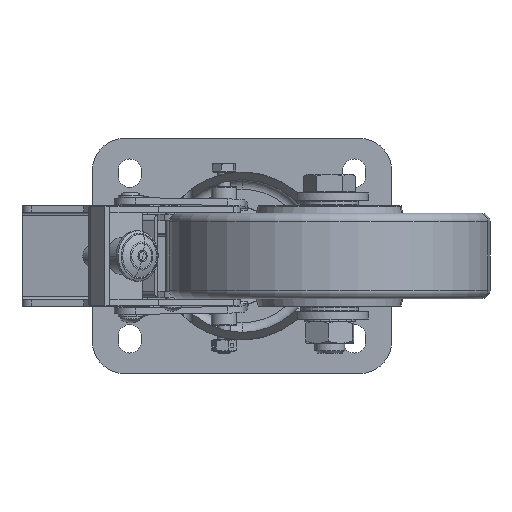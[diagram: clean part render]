
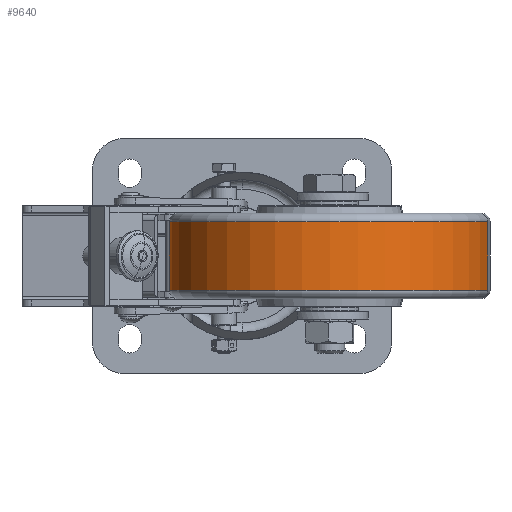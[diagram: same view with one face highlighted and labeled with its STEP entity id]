
A CAD part, front view. The second image highlights one B-rep face of the part: STEP entity #9640.
In plain terms, the highlighted cylindrical face has radius 75 mm (diameter 150 mm), a partial arc.
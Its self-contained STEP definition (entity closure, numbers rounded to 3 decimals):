
#590 = CARTESIAN_POINT ( 'NONE',  ( 41., -110., 0. ) ) ;
#1063 = CIRCLE ( 'NONE', #37874, 75. ) ;
#1193 = VECTOR ( 'NONE', #20915, 1000. ) ;
#1276 = ORIENTED_EDGE ( 'NONE', *, *, #40143, .T. ) ;
#1431 = DIRECTION ( 'NONE',  ( -0.985, 0.174, 0. ) ) ;
#1632 = VERTEX_POINT ( 'NONE', #22207 ) ;
#1920 = EDGE_CURVE ( 'NONE', #1632, #29001, #5624, .T. ) ;
#2476 = EDGE_CURVE ( 'NONE', #14151, #29001, #24146, .T. ) ;
#3418 = CARTESIAN_POINT ( 'NONE',  ( -32.861, -96.981, 16. ) ) ;
#5337 = FACE_OUTER_BOUND ( 'NONE', #19860, .T. ) ;
#5624 = CIRCLE ( 'NONE', #28298, 75. ) ;
#7079 = DIRECTION ( 'NONE',  ( 0., 0., -1. ) ) ;
#7918 = DIRECTION ( 'NONE',  ( 0., 0., 1. ) ) ;
#7987 = CARTESIAN_POINT ( 'NONE',  ( 114.861, -123.019, -16. ) ) ;
#8041 = ORIENTED_EDGE ( 'NONE', *, *, #38170, .T. ) ;
#9579 = LINE ( 'NONE', #33380, #1193 ) ;
#9640 = ADVANCED_FACE ( 'NONE', ( #5337 ), #9753, .T. ) ;
#9753 = CYLINDRICAL_SURFACE ( 'NONE', #34261, 75. ) ;
#12424 = CARTESIAN_POINT ( 'NONE',  ( 114.861, -123.019, 0. ) ) ;
#14151 = VERTEX_POINT ( 'NONE', #26986 ) ;
#17899 = DIRECTION ( 'NONE',  ( 0., 0., -1. ) ) ;
#18155 = VERTEX_POINT ( 'NONE', #3418 ) ;
#19860 = EDGE_LOOP ( 'NONE', ( #27510, #8041, #1276, #37907 ) ) ;
#20915 = DIRECTION ( 'NONE',  ( 0., 0., -1. ) ) ;
#21924 = DIRECTION ( 'NONE',  ( 0., 0., -1. ) ) ;
#22207 = CARTESIAN_POINT ( 'NONE',  ( -32.861, -96.981, -16. ) ) ;
#23172 = VECTOR ( 'NONE', #21924, 1000. ) ;
#24146 = LINE ( 'NONE', #12424, #23172 ) ;
#26680 = CARTESIAN_POINT ( 'NONE',  ( 41., -110., -16. ) ) ;
#26986 = CARTESIAN_POINT ( 'NONE',  ( 114.861, -123.019, 16. ) ) ;
#27510 = ORIENTED_EDGE ( 'NONE', *, *, #2476, .F. ) ;
#28298 = AXIS2_PLACEMENT_3D ( 'NONE', #26680, #7918, #29838 ) ;
#29001 = VERTEX_POINT ( 'NONE', #7987 ) ;
#29838 = DIRECTION ( 'NONE',  ( -0.985, 0.174, 0. ) ) ;
#33380 = CARTESIAN_POINT ( 'NONE',  ( -32.861, -96.981, 0. ) ) ;
#34261 = AXIS2_PLACEMENT_3D ( 'NONE', #590, #7079, #1431 ) ;
#36672 = CARTESIAN_POINT ( 'NONE',  ( 41., -110., 16. ) ) ;
#37874 = AXIS2_PLACEMENT_3D ( 'NONE', #36672, #17899, #39805 ) ;
#37907 = ORIENTED_EDGE ( 'NONE', *, *, #1920, .T. ) ;
#38170 = EDGE_CURVE ( 'NONE', #14151, #18155, #1063, .T. ) ;
#39805 = DIRECTION ( 'NONE',  ( 0.985, -0.174, 0. ) ) ;
#40143 = EDGE_CURVE ( 'NONE', #18155, #1632, #9579, .T. ) ;
